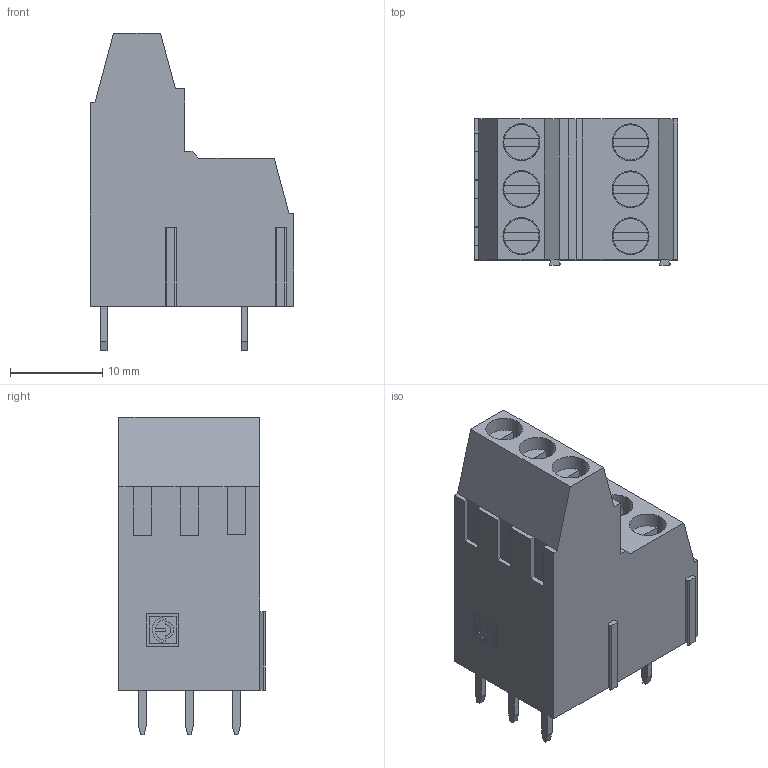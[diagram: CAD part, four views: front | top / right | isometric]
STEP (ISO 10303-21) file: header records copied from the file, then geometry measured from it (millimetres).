
FILE_DESCRIPTION(('STEP AP214'),'1');
FILE_NAME('MVDK253-5,08-V.stp','2021-03-29T14:48:47',(' '),(' '),'Spatial InterOp 3D',' ',' ');
FILE_SCHEMA(('automotive_design'));
Length unit declared in the file: metre
Products named in the file (1): 1
Bounding box: 22 x 15.81 x 34.3 mm (x, y, z)
Volume: 6590.1 mm3; surface area: 3297.6 mm2
Topology: 1 solids, 1 shells, 277 faces, 741 edges, 490 vertices
Faces by surface type: plane 242, cylinder 34, extrusion 1
Full cylindrical faces by diameter (mm): 3.8 x6, 4 x6
Entity records: 10601 total; most frequent: CARTESIAN_POINT 1491, ORIENTED_EDGE 1434, DIRECTION 1356, EDGE_CURVE 717, VECTOR 630, LINE 629, VERTEX_POINT 478, AXIS2_PLACEMENT_3D 363
